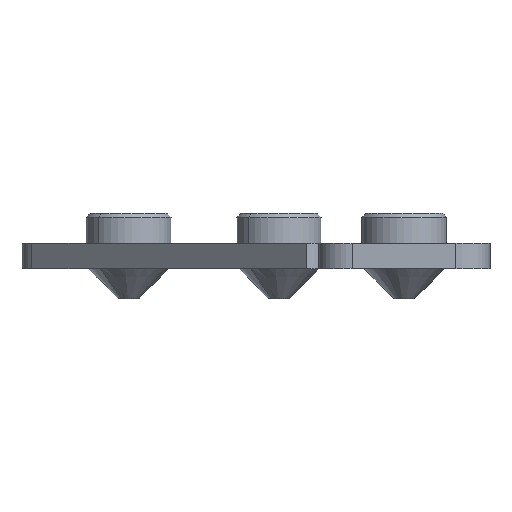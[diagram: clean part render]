
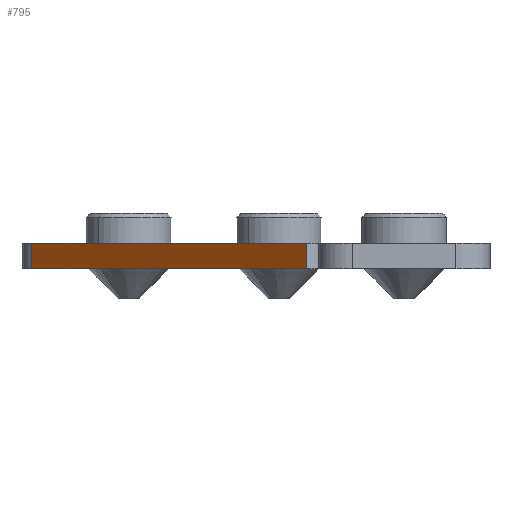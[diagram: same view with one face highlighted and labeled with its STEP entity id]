
A CAD part, front view. The second image highlights one B-rep face of the part: STEP entity #795.
In plain terms, the highlighted planar face has unit normal (-0.707, -0.707, 0).
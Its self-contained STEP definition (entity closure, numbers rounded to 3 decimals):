
#39 = EDGE_CURVE ( 'NONE', #140, #652, #440, .T. ) ;
#42 = EDGE_CURVE ( 'NONE', #220, #667, #446, .T. ) ;
#44 = EDGE_CURVE ( 'NONE', #652, #667, #447, .T. ) ;
#140 = VERTEX_POINT ( 'NONE', #1457 ) ;
#220 = VERTEX_POINT ( 'NONE', #1449 ) ;
#263 = EDGE_LOOP ( 'NONE', ( #739, #732, #760, #761 ) ) ;
#405 = FACE_OUTER_BOUND ( 'NONE', #263, .T. ) ;
#440 = LINE ( 'NONE', #1433, #443 ) ;
#443 = VECTOR ( 'NONE', #1364, 1000. ) ;
#446 = LINE ( 'NONE', #1426, #448 ) ;
#447 = LINE ( 'NONE', #1443, #451 ) ;
#448 = VECTOR ( 'NONE', #1349, 1000. ) ;
#451 = VECTOR ( 'NONE', #1438, 1000. ) ;
#518 = LINE ( 'NONE', #1493, #522 ) ;
#522 = VECTOR ( 'NONE', #1520, 1000. ) ;
#652 = VERTEX_POINT ( 'NONE', #974 ) ;
#667 = VERTEX_POINT ( 'NONE', #874 ) ;
#732 = ORIENTED_EDGE ( 'NONE', *, *, #44, .F. ) ;
#739 = ORIENTED_EDGE ( 'NONE', *, *, #42, .T. ) ;
#760 = ORIENTED_EDGE ( 'NONE', *, *, #39, .F. ) ;
#761 = ORIENTED_EDGE ( 'NONE', *, *, #1282, .T. ) ;
#795 = ADVANCED_FACE ( 'NONE', ( #405 ), #858, .F. ) ;
#858 = PLANE ( 'NONE',  #1065 ) ;
#874 = CARTESIAN_POINT ( 'NONE',  ( -1.414, 53.047, -1.5 ) ) ;
#907 = CARTESIAN_POINT ( 'NONE',  ( -1.414, 53.047, 1.5 ) ) ;
#921 = DIRECTION ( 'NONE',  ( -0.707, 0.707, 0. ) ) ;
#974 = CARTESIAN_POINT ( 'NONE',  ( -1.414, 53.047, 1.5 ) ) ;
#997 = DIRECTION ( 'NONE',  ( 0.707, 0.707, 0. ) ) ;
#1065 = AXIS2_PLACEMENT_3D ( 'NONE', #907, #997, #921 ) ;
#1282 = EDGE_CURVE ( 'NONE', #140, #220, #518, .T. ) ;
#1349 = DIRECTION ( 'NONE',  ( 0.707, -0.707, 0. ) ) ;
#1364 = DIRECTION ( 'NONE',  ( 0.707, -0.707, 0. ) ) ;
#1426 = CARTESIAN_POINT ( 'NONE',  ( -1.414, 53.047, -1.5 ) ) ;
#1433 = CARTESIAN_POINT ( 'NONE',  ( -1.414, 53.047, 1.5 ) ) ;
#1438 = DIRECTION ( 'NONE',  ( 0., 0., -1. ) ) ;
#1443 = CARTESIAN_POINT ( 'NONE',  ( -1.414, 53.047, 1.5 ) ) ;
#1449 = CARTESIAN_POINT ( 'NONE',  ( -33.682, 85.314, -1.5 ) ) ;
#1457 = CARTESIAN_POINT ( 'NONE',  ( -33.682, 85.314, 1.5 ) ) ;
#1493 = CARTESIAN_POINT ( 'NONE',  ( -33.682, 85.314, 1.5 ) ) ;
#1520 = DIRECTION ( 'NONE',  ( 0., 0., -1. ) ) ;
